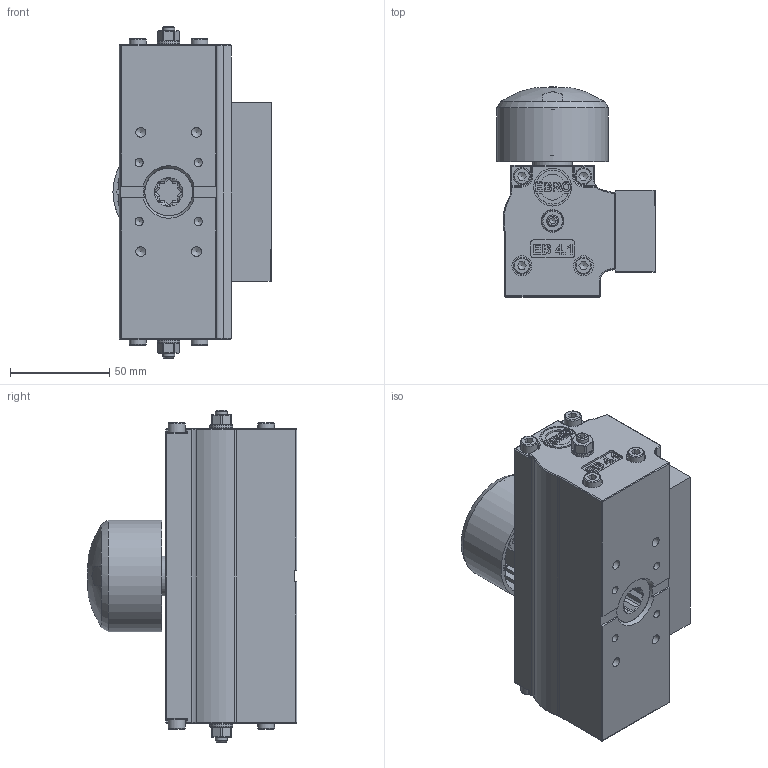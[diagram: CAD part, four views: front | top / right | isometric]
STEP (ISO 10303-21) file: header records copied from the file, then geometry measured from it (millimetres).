
FILE_DESCRIPTION(/* description */ ('','CAx-IF Rec.Pracs.---Representation and Presentation of Product Manufacturing Information (PMI)---3.8---2014-02-18'),/* implementation_level */ '2;1');
FILE_NAME(/* name */ 'EB 4.1 SYD F04.stp',/* time_stamp */ '2018-10-16T08:32:53+02:00',/* author */ ('hellwig'),/* organization */ (''),/* preprocessor_version */ 'ST-DEVELOPER v16.5',/* originating_system */ 'Autodesk Inventor 2017',/* authorisation */ '');
FILE_SCHEMA (('AP242_MANAGED_MODEL_BASED_3D_ENGINEERING_MIM_LF { 1 0 10303 442 1 1 4 }'));
Products named in the file (1): M52368
Bounding box: 79.5 x 105.5 x 167 mm (x, y, z)
Volume: 391315.7 mm3; surface area: 129604.3 mm2
Topology: 2 solids, 39 shells, 2022 faces, 5245 edges, 3351 vertices
Faces by surface type: plane 1043, cylinder 538, bspline 179, cone 108, torus 86, sphere 68
Full cylindrical faces by diameter (mm): 1.5 x2, 2 x8, 3 x4, 4 x7, 4.134 x20, 4.2 x1, 4.917 x7, 5 x8, 5.5 x9, 6 x9, 6.6 x2, 8.5 x8, 9 x4, 9.3 x1, 10 x14, 10.2 x1, 11 x3, 11.3 x2, 11.4 x2, 11.445 x2, 14.2 x2, 16 x1, 16.5 x1, 17.5 x1, 19 x3, 19.9 x1, 20 x1, 21.1 x1, 23.95 x3, 24.05 x1
Entity records: 66233 total; most frequent: CARTESIAN_POINT 17490, ORIENTED_EDGE 9622, DIRECTION 9360, EDGE_CURVE 4809, AXIS2_PLACEMENT_3D 3288, VERTEX_POINT 3210, LINE 2784, VECTOR 2784
